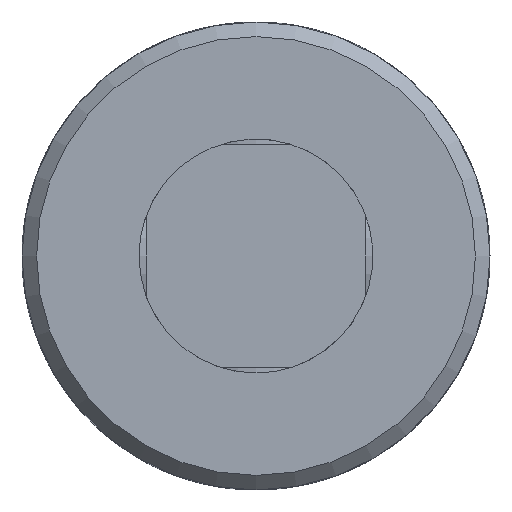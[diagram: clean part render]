
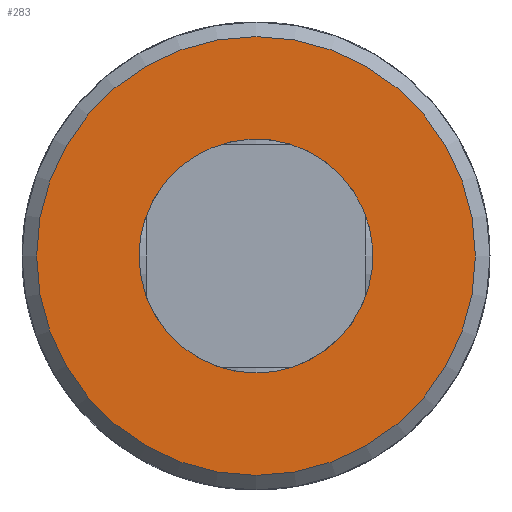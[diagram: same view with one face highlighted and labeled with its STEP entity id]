
A CAD part, left-side view. The second image highlights one B-rep face of the part: STEP entity #283.
In plain terms, the highlighted planar face has unit normal (-1, 0, 0).
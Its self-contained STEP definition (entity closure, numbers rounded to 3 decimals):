
#283 = ADVANCED_FACE( '', ( #563, #564 ), #565, .F. );
#563 = FACE_OUTER_BOUND( '', #849, .T. );
#564 = FACE_BOUND( '', #850, .T. );
#565 = PLANE( '', #851 );
#849 = EDGE_LOOP( '', ( #1343 ) );
#850 = EDGE_LOOP( '', ( #1344 ) );
#851 = AXIS2_PLACEMENT_3D( '', #1345, #1346, #1347 );
#1343 = ORIENTED_EDGE( '', *, *, #1536, .F. );
#1344 = ORIENTED_EDGE( '', *, *, #1630, .T. );
#1345 = CARTESIAN_POINT( '', ( 0., 0., 0. ) );
#1346 = DIRECTION( '', ( 1., 0., 0. ) );
#1347 = DIRECTION( '', ( 0., 0., -1. ) );
#1536 = EDGE_CURVE( '', #1765, #1765, #1766, .T. );
#1630 = EDGE_CURVE( '', #1918, #1918, #1919, .T. );
#1765 = VERTEX_POINT( '', #2120 );
#1766 = CIRCLE( '', #2121, 37.5 );
#1918 = VERTEX_POINT( '', #2959 );
#1919 = CIRCLE( '', #2960, 20. );
#2120 = CARTESIAN_POINT( '', ( 0., 0., -37.5 ) );
#2121 = AXIS2_PLACEMENT_3D( '', #3663, #3664, #3665 );
#2959 = CARTESIAN_POINT( '', ( 0., 0., -20. ) );
#2960 = AXIS2_PLACEMENT_3D( '', #3769, #3770, #3771 );
#3663 = CARTESIAN_POINT( '', ( 0., 0., 0. ) );
#3664 = DIRECTION( '', ( 1., 0., 0. ) );
#3665 = DIRECTION( '', ( 0., 0., -1. ) );
#3769 = CARTESIAN_POINT( '', ( 0., 0., 0. ) );
#3770 = DIRECTION( '', ( 1., 0., 0. ) );
#3771 = DIRECTION( '', ( 0., 0., -1. ) );
